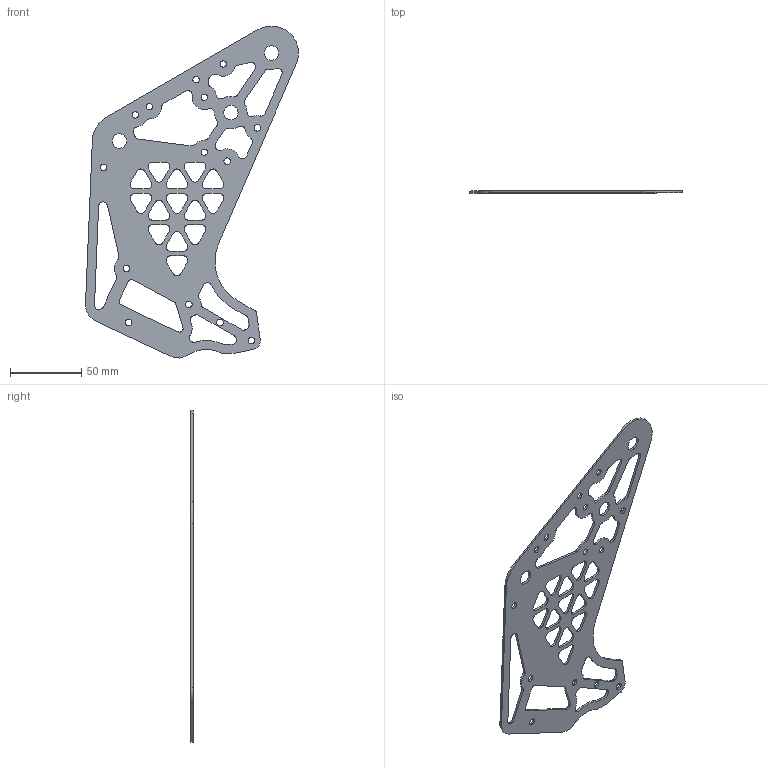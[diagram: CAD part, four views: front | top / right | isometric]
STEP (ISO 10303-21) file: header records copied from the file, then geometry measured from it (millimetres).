
FILE_DESCRIPTION(/* description */ (''),/* implementation_level */ '2;1');
FILE_NAME(/* name */ 'Side Plate Non-Intake Side.step',/* time_stamp */ '2024-06-27T21:31:03-05:00',/* author */ (''),/* organization */ (''),/* preprocessor_version */ 'ST-DEVELOPER v20',/* originating_system */ 'Autodesk Translation Framework v13.14.0.145',/* authorisation */ '');
FILE_SCHEMA (('AUTOMOTIVE_DESIGN { 1 0 10303 214 3 1 1 }'));
Length unit declared in the file: inch
Products named in the file (1): updates_left_plate_delrin
Bounding box: 150 x 1.59 x 233.8 mm (x, y, z)
Volume: 22268.3 mm3; surface area: 32063.1 mm2
Topology: 1 solids, 1 shells, 218 faces, 648 edges, 432 vertices
Faces by surface type: cylinder 139, plane 79
Full cylindrical faces by diameter (mm): 4.445 x2, 4.572 x7, 4.623 x2, 4.648 x3, 10.16 x3
Entity records: 7628 total; most frequent: DIRECTION 1364, CARTESIAN_POINT 1299, ORIENTED_EDGE 1296, EDGE_CURVE 648, AXIS2_PLACEMENT_3D 497, VERTEX_POINT 432, LINE 370, VECTOR 370
